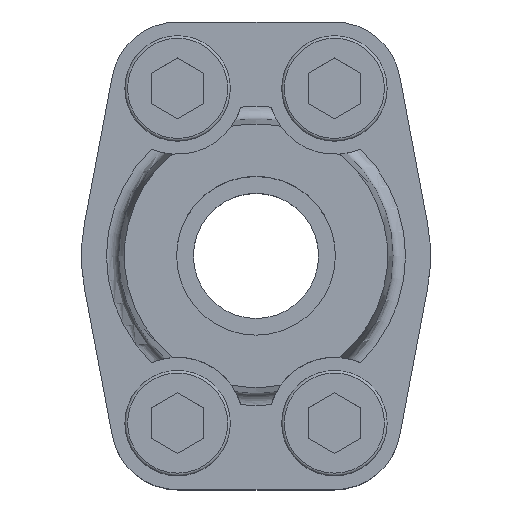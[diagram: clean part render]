
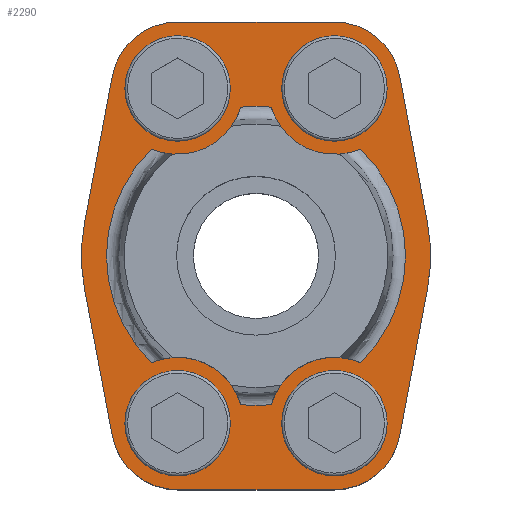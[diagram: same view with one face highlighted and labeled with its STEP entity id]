
A CAD part, top view. The second image highlights one B-rep face of the part: STEP entity #2290.
In plain terms, the highlighted planar face has unit normal (0, 0, 1).
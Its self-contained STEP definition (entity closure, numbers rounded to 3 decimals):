
#65=LINE('',#3223,#161);
#69=LINE('',#3233,#165);
#72=LINE('',#3241,#168);
#75=LINE('',#3249,#171);
#78=LINE('',#3257,#174);
#81=LINE('',#3265,#177);
#161=VECTOR('',#2660,1000.);
#165=VECTOR('',#2670,1000.);
#168=VECTOR('',#2679,1000.);
#171=VECTOR('',#2688,1000.);
#174=VECTOR('',#2697,1000.);
#177=VECTOR('',#2706,1000.);
#258=PLANE('',#2442);
#418=ORIENTED_EDGE('',*,*,#780,.F.);
#419=ORIENTED_EDGE('',*,*,#781,.F.);
#420=ORIENTED_EDGE('',*,*,#782,.F.);
#421=ORIENTED_EDGE('',*,*,#783,.F.);
#422=ORIENTED_EDGE('',*,*,#784,.T.);
#423=ORIENTED_EDGE('',*,*,#747,.T.);
#424=ORIENTED_EDGE('',*,*,#785,.T.);
#425=ORIENTED_EDGE('',*,*,#745,.T.);
#426=ORIENTED_EDGE('',*,*,#786,.T.);
#427=ORIENTED_EDGE('',*,*,#751,.T.);
#428=ORIENTED_EDGE('',*,*,#787,.T.);
#429=ORIENTED_EDGE('',*,*,#741,.T.);
#430=ORIENTED_EDGE('',*,*,#753,.T.);
#431=ORIENTED_EDGE('',*,*,#756,.T.);
#432=ORIENTED_EDGE('',*,*,#758,.T.);
#433=ORIENTED_EDGE('',*,*,#760,.T.);
#434=ORIENTED_EDGE('',*,*,#762,.T.);
#435=ORIENTED_EDGE('',*,*,#764,.T.);
#436=ORIENTED_EDGE('',*,*,#766,.T.);
#437=ORIENTED_EDGE('',*,*,#768,.T.);
#438=ORIENTED_EDGE('',*,*,#770,.T.);
#439=ORIENTED_EDGE('',*,*,#772,.T.);
#440=ORIENTED_EDGE('',*,*,#774,.T.);
#441=ORIENTED_EDGE('',*,*,#779,.T.);
#741=EDGE_CURVE('',#939,#938,#1074,.T.);
#745=EDGE_CURVE('',#940,#941,#1075,.T.);
#747=EDGE_CURVE('',#943,#942,#1076,.T.);
#751=EDGE_CURVE('',#944,#945,#1077,.T.);
#753=EDGE_CURVE('',#947,#946,#65,.T.);
#756=EDGE_CURVE('',#946,#948,#1078,.T.);
#758=EDGE_CURVE('',#948,#949,#69,.T.);
#760=EDGE_CURVE('',#949,#950,#1079,.T.);
#762=EDGE_CURVE('',#950,#951,#72,.T.);
#764=EDGE_CURVE('',#951,#952,#1080,.T.);
#766=EDGE_CURVE('',#952,#953,#75,.T.);
#768=EDGE_CURVE('',#953,#954,#1081,.T.);
#770=EDGE_CURVE('',#954,#955,#78,.T.);
#772=EDGE_CURVE('',#955,#956,#1082,.T.);
#774=EDGE_CURVE('',#956,#957,#81,.T.);
#779=EDGE_CURVE('',#957,#947,#1087,.T.);
#780=EDGE_CURVE('',#962,#962,#1088,.T.);
#781=EDGE_CURVE('',#963,#963,#1089,.T.);
#782=EDGE_CURVE('',#964,#964,#1090,.T.);
#783=EDGE_CURVE('',#965,#965,#1091,.T.);
#784=EDGE_CURVE('',#938,#943,#1092,.T.);
#785=EDGE_CURVE('',#942,#940,#1093,.T.);
#786=EDGE_CURVE('',#941,#944,#1094,.T.);
#787=EDGE_CURVE('',#945,#939,#1095,.T.);
#938=VERTEX_POINT('',#3170);
#939=VERTEX_POINT('',#3172);
#940=VERTEX_POINT('',#3184);
#941=VERTEX_POINT('',#3190);
#942=VERTEX_POINT('',#3198);
#943=VERTEX_POINT('',#3200);
#944=VERTEX_POINT('',#3212);
#945=VERTEX_POINT('',#3218);
#946=VERTEX_POINT('',#3222);
#947=VERTEX_POINT('',#3224);
#948=VERTEX_POINT('',#3228);
#949=VERTEX_POINT('',#3232);
#950=VERTEX_POINT('',#3236);
#951=VERTEX_POINT('',#3240);
#952=VERTEX_POINT('',#3244);
#953=VERTEX_POINT('',#3248);
#954=VERTEX_POINT('',#3252);
#955=VERTEX_POINT('',#3256);
#956=VERTEX_POINT('',#3260);
#957=VERTEX_POINT('',#3264);
#962=VERTEX_POINT('',#3282);
#963=VERTEX_POINT('',#3284);
#964=VERTEX_POINT('',#3286);
#965=VERTEX_POINT('',#3288);
#1074=CIRCLE('',#2409,22.694);
#1075=CIRCLE('',#2411,22.694);
#1076=CIRCLE('',#2413,22.694);
#1077=CIRCLE('',#2415,22.694);
#1078=CIRCLE('',#2418,26.5);
#1079=CIRCLE('',#2421,10.1);
#1080=CIRCLE('',#2424,10.1);
#1081=CIRCLE('',#2427,26.5);
#1082=CIRCLE('',#2430,10.1);
#1087=CIRCLE('',#2441,10.1);
#1088=CIRCLE('',#2443,8.);
#1089=CIRCLE('',#2444,8.);
#1090=CIRCLE('',#2445,8.);
#1091=CIRCLE('',#2446,8.);
#1092=CIRCLE('',#2447,10.);
#1093=CIRCLE('',#2448,10.);
#1094=CIRCLE('',#2449,10.);
#1095=CIRCLE('',#2450,10.);
#1177=EDGE_LOOP('',(#418));
#1178=EDGE_LOOP('',(#419));
#1179=EDGE_LOOP('',(#420));
#1180=EDGE_LOOP('',(#421));
#1181=EDGE_LOOP('',(#422,#423,#424,#425,#426,#427,#428,#429));
#1182=EDGE_LOOP('',(#430,#431,#432,#433,#434,#435,#436,#437,#438,#439,#440,
#441));
#1345=FACE_BOUND('',#1177,.T.);
#1346=FACE_BOUND('',#1178,.T.);
#1347=FACE_BOUND('',#1179,.T.);
#1348=FACE_BOUND('',#1180,.T.);
#1349=FACE_BOUND('',#1181,.T.);
#1350=FACE_BOUND('',#1182,.T.);
#2290=ADVANCED_FACE('',(#1345,#1346,#1347,#1348,#1349,#1350),#258,.T.);
#2409=AXIS2_PLACEMENT_3D('',#3171,#2643,#2644);
#2411=AXIS2_PLACEMENT_3D('',#3191,#2647,#2648);
#2413=AXIS2_PLACEMENT_3D('',#3199,#2651,#2652);
#2415=AXIS2_PLACEMENT_3D('',#3219,#2655,#2656);
#2418=AXIS2_PLACEMENT_3D('',#3229,#2665,#2666);
#2421=AXIS2_PLACEMENT_3D('',#3237,#2674,#2675);
#2424=AXIS2_PLACEMENT_3D('',#3245,#2683,#2684);
#2427=AXIS2_PLACEMENT_3D('',#3253,#2692,#2693);
#2430=AXIS2_PLACEMENT_3D('',#3261,#2701,#2702);
#2441=AXIS2_PLACEMENT_3D('',#3279,#2725,#2726);
#2442=AXIS2_PLACEMENT_3D('',#3280,#2727,#2728);
#2443=AXIS2_PLACEMENT_3D('',#3281,#2729,#2730);
#2444=AXIS2_PLACEMENT_3D('',#3283,#2731,#2732);
#2445=AXIS2_PLACEMENT_3D('',#3285,#2733,#2734);
#2446=AXIS2_PLACEMENT_3D('',#3287,#2735,#2736);
#2447=AXIS2_PLACEMENT_3D('',#3289,#2737,#2738);
#2448=AXIS2_PLACEMENT_3D('',#3290,#2739,#2740);
#2449=AXIS2_PLACEMENT_3D('',#3291,#2741,#2742);
#2450=AXIS2_PLACEMENT_3D('',#3292,#2743,#2744);
#2643=DIRECTION('',(0.,0.,-1.));
#2644=DIRECTION('',(-1.,0.,0.));
#2647=DIRECTION('',(0.,0.,-1.));
#2648=DIRECTION('',(-1.,0.,0.));
#2651=DIRECTION('',(0.,0.,-1.));
#2652=DIRECTION('',(-1.,0.,0.));
#2655=DIRECTION('',(0.,0.,-1.));
#2656=DIRECTION('',(-1.,0.,0.));
#2660=DIRECTION('',(-0.185,-0.983,0.));
#2665=DIRECTION('',(0.,0.,1.));
#2666=DIRECTION('',(1.,0.,0.));
#2670=DIRECTION('',(0.185,-0.983,0.));
#2674=DIRECTION('',(0.,0.,1.));
#2675=DIRECTION('',(1.,0.,0.));
#2679=DIRECTION('',(1.,0.,0.));
#2683=DIRECTION('',(0.,0.,1.));
#2684=DIRECTION('',(1.,0.,0.));
#2688=DIRECTION('',(0.185,0.983,0.));
#2692=DIRECTION('',(0.,0.,1.));
#2693=DIRECTION('',(1.,0.,0.));
#2697=DIRECTION('',(-0.185,0.983,0.));
#2701=DIRECTION('',(0.,0.,1.));
#2702=DIRECTION('',(1.,0.,0.));
#2706=DIRECTION('',(-1.,0.,0.));
#2725=DIRECTION('',(0.,0.,1.));
#2726=DIRECTION('',(1.,0.,0.));
#2727=DIRECTION('',(0.,0.,1.));
#2728=DIRECTION('',(1.,0.,0.));
#2729=DIRECTION('',(0.,0.,1.));
#2730=DIRECTION('',(1.,0.,0.));
#2731=DIRECTION('',(0.,0.,1.));
#2732=DIRECTION('',(1.,0.,0.));
#2733=DIRECTION('',(0.,0.,1.));
#2734=DIRECTION('',(1.,0.,0.));
#2735=DIRECTION('',(0.,0.,1.));
#2736=DIRECTION('',(1.,0.,0.));
#2737=DIRECTION('',(0.,0.,1.));
#2738=DIRECTION('',(1.,0.,0.));
#2739=DIRECTION('',(0.,0.,1.));
#2740=DIRECTION('',(1.,0.,0.));
#2741=DIRECTION('',(0.,0.,1.));
#2742=DIRECTION('',(1.,0.,0.));
#2743=DIRECTION('',(0.,0.,1.));
#2744=DIRECTION('',(1.,0.,0.));
#3170=CARTESIAN_POINT('',(-15.87,16.222,19.));
#3171=CARTESIAN_POINT('',(0.,0.,19.));
#3172=CARTESIAN_POINT('',(-15.87,-16.222,19.));
#3184=CARTESIAN_POINT('',(15.87,16.222,19.));
#3190=CARTESIAN_POINT('',(15.87,-16.222,19.));
#3191=CARTESIAN_POINT('',(0.,0.,19.));
#3198=CARTESIAN_POINT('',(2.307,22.576,19.));
#3199=CARTESIAN_POINT('',(0.,0.,19.));
#3200=CARTESIAN_POINT('',(-2.307,22.576,19.));
#3212=CARTESIAN_POINT('',(2.307,-22.576,19.));
#3218=CARTESIAN_POINT('',(-2.307,-22.576,19.));
#3219=CARTESIAN_POINT('',(0.,0.,19.));
#3222=CARTESIAN_POINT('',(-26.041,4.91,19.));
#3223=CARTESIAN_POINT('',(-21.825,27.271,19.));
#3224=CARTESIAN_POINT('',(-21.825,27.271,19.));
#3228=CARTESIAN_POINT('',(-26.041,-4.91,19.));
#3229=CARTESIAN_POINT('',(0.,0.,19.));
#3232=CARTESIAN_POINT('',(-21.825,-27.271,19.));
#3233=CARTESIAN_POINT('',(-26.041,-4.91,19.));
#3236=CARTESIAN_POINT('',(-11.9,-35.5,19.));
#3237=CARTESIAN_POINT('',(-11.9,-25.4,19.));
#3240=CARTESIAN_POINT('',(11.9,-35.5,19.));
#3241=CARTESIAN_POINT('',(-11.9,-35.5,19.));
#3244=CARTESIAN_POINT('',(21.825,-27.271,19.));
#3245=CARTESIAN_POINT('',(11.9,-25.4,19.));
#3248=CARTESIAN_POINT('',(26.041,-4.91,19.));
#3249=CARTESIAN_POINT('',(21.825,-27.271,19.));
#3252=CARTESIAN_POINT('',(26.041,4.91,19.));
#3253=CARTESIAN_POINT('',(0.,0.,19.));
#3256=CARTESIAN_POINT('',(21.825,27.271,19.));
#3257=CARTESIAN_POINT('',(26.041,4.91,19.));
#3260=CARTESIAN_POINT('',(11.9,35.5,19.));
#3261=CARTESIAN_POINT('',(11.9,25.4,19.));
#3264=CARTESIAN_POINT('',(-11.9,35.5,19.));
#3265=CARTESIAN_POINT('',(11.9,35.5,19.));
#3279=CARTESIAN_POINT('',(-11.9,25.4,19.));
#3280=CARTESIAN_POINT('',(0.,0.,19.));
#3281=CARTESIAN_POINT('',(11.9,-25.4,19.));
#3282=CARTESIAN_POINT('',(19.9,-25.4,19.));
#3283=CARTESIAN_POINT('',(-11.9,-25.4,19.));
#3284=CARTESIAN_POINT('',(-3.9,-25.4,19.));
#3285=CARTESIAN_POINT('',(-11.9,25.4,19.));
#3286=CARTESIAN_POINT('',(-3.9,25.4,19.));
#3287=CARTESIAN_POINT('',(11.9,25.4,19.));
#3288=CARTESIAN_POINT('',(19.9,25.4,19.));
#3289=CARTESIAN_POINT('',(-11.9,25.4,19.));
#3290=CARTESIAN_POINT('',(11.9,25.4,19.));
#3291=CARTESIAN_POINT('',(11.9,-25.4,19.));
#3292=CARTESIAN_POINT('',(-11.9,-25.4,19.));
